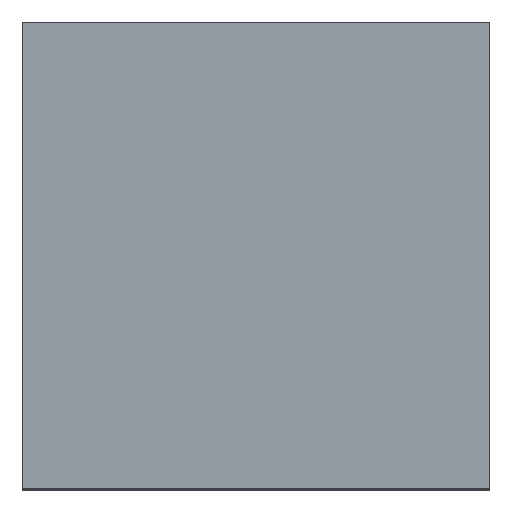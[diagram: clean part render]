
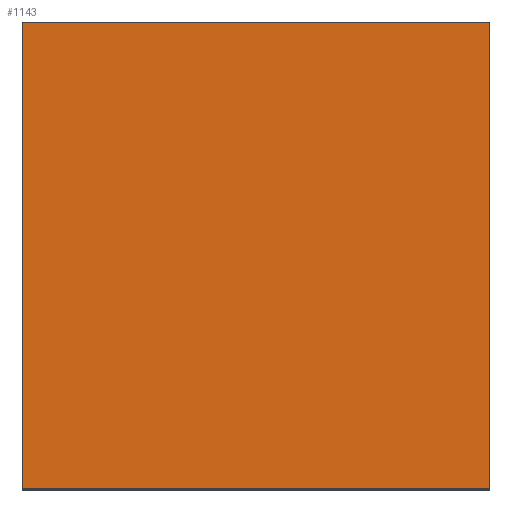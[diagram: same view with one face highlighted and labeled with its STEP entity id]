
A CAD part, top view. The second image highlights one B-rep face of the part: STEP entity #1143.
In plain terms, the highlighted planar face has unit normal (0, 0, 1).
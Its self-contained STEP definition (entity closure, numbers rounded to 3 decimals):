
#13 = LINE ( 'NONE', #427, #256 ) ;
#36 = CARTESIAN_POINT ( 'NONE',  ( 0., 6., 75. ) ) ;
#45 = DIRECTION ( 'NONE',  ( 0., -1., 0. ) ) ;
#79 = VERTEX_POINT ( 'NONE', #1008 ) ;
#123 = ORIENTED_EDGE ( 'NONE', *, *, #156, .T. ) ;
#124 = AXIS2_PLACEMENT_3D ( 'NONE', #956, #198, #935 ) ;
#145 = ORIENTED_EDGE ( 'NONE', *, *, #899, .T. ) ;
#156 = EDGE_CURVE ( 'NONE', #870, #623, #1356, .T. ) ;
#192 = ORIENTED_EDGE ( 'NONE', *, *, #978, .F. ) ;
#198 = DIRECTION ( 'NONE',  ( 0., 0., 1. ) ) ;
#256 = VECTOR ( 'NONE', #434, 1000. ) ;
#326 = VECTOR ( 'NONE', #1347, 1000. ) ;
#328 = CARTESIAN_POINT ( 'NONE',  ( -2000., 6., 75. ) ) ;
#368 = VERTEX_POINT ( 'NONE', #36 ) ;
#427 = CARTESIAN_POINT ( 'NONE',  ( -2000., 6., 75. ) ) ;
#434 = DIRECTION ( 'NONE',  ( 1., 0., 0. ) ) ;
#468 = EDGE_CURVE ( 'NONE', #870, #79, #913, .T. ) ;
#532 = FACE_OUTER_BOUND ( 'NONE', #742, .T. ) ;
#623 = VERTEX_POINT ( 'NONE', #328 ) ;
#670 = VECTOR ( 'NONE', #45, 1000. ) ;
#698 = ORIENTED_EDGE ( 'NONE', *, *, #468, .F. ) ;
#736 = DIRECTION ( 'NONE',  ( 0., -1., 0. ) ) ;
#742 = EDGE_LOOP ( 'NONE', ( #192, #698, #123, #145 ) ) ;
#832 = CARTESIAN_POINT ( 'NONE',  ( -2000., 2000., 75. ) ) ;
#870 = VERTEX_POINT ( 'NONE', #1051 ) ;
#873 = LINE ( 'NONE', #982, #670 ) ;
#899 = EDGE_CURVE ( 'NONE', #623, #368, #13, .T. ) ;
#913 = LINE ( 'NONE', #921, #326 ) ;
#921 = CARTESIAN_POINT ( 'NONE',  ( -2000., 2000., 75. ) ) ;
#935 = DIRECTION ( 'NONE',  ( 0., -1., 0. ) ) ;
#956 = CARTESIAN_POINT ( 'NONE',  ( -2000., 2000., 75. ) ) ;
#978 = EDGE_CURVE ( 'NONE', #79, #368, #873, .T. ) ;
#982 = CARTESIAN_POINT ( 'NONE',  ( 0., 2000., 75. ) ) ;
#1008 = CARTESIAN_POINT ( 'NONE',  ( 0., 2000., 75. ) ) ;
#1051 = CARTESIAN_POINT ( 'NONE',  ( -2000., 2000., 75. ) ) ;
#1143 = ADVANCED_FACE ( 'NONE', ( #532 ), #1146, .T. ) ;
#1146 = PLANE ( 'NONE',  #124 ) ;
#1165 = VECTOR ( 'NONE', #736, 1000. ) ;
#1347 = DIRECTION ( 'NONE',  ( 1., 0., 0. ) ) ;
#1356 = LINE ( 'NONE', #832, #1165 ) ;
